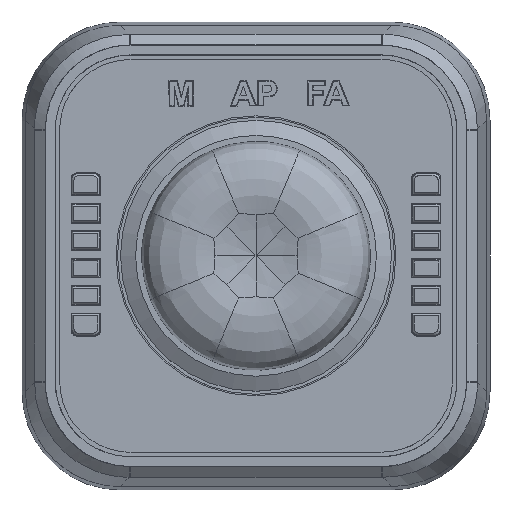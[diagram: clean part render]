
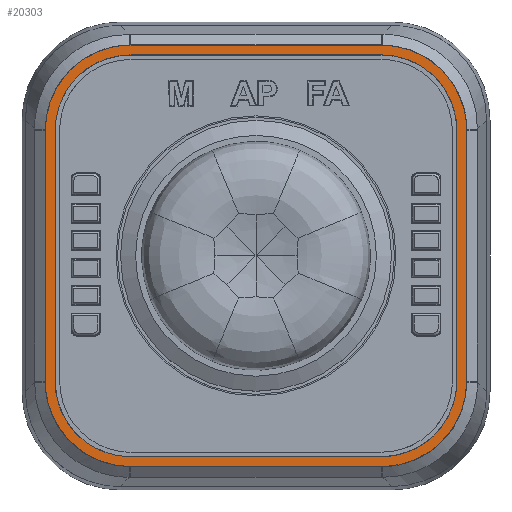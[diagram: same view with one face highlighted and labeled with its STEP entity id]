
A CAD part, top view. The second image highlights one B-rep face of the part: STEP entity #20303.
In plain terms, the highlighted planar face has unit normal (0, 0, 1).
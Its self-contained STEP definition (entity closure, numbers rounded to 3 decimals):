
#123=ELLIPSE('',#21445,14.906,14.463);
#124=ELLIPSE('',#21446,14.906,14.463);
#125=ELLIPSE('',#21447,14.906,14.463);
#126=ELLIPSE('',#21448,14.906,14.463);
#1356=B_SPLINE_CURVE_WITH_KNOTS('',3,(#67536,#67537,#67538,#67539,#67540,
#67541),.UNSPECIFIED.,.F.,.F.,(4,1,1,4),(-0.77,-0.11,
0.33,0.77),.UNSPECIFIED.);
#1358=B_SPLINE_CURVE_WITH_KNOTS('',3,(#67581,#67582,#67583,#67584,#67585,
#67586),.UNSPECIFIED.,.F.,.F.,(4,1,1,4),(-0.77,-0.33,
0.11,0.77),.UNSPECIFIED.);
#1360=B_SPLINE_CURVE_WITH_KNOTS('',3,(#67626,#67627,#67628,#67629,#67630,
#67631),.UNSPECIFIED.,.F.,.F.,(4,1,1,4),(-0.77,-0.11,
0.33,0.77),.UNSPECIFIED.);
#1362=B_SPLINE_CURVE_WITH_KNOTS('',3,(#67671,#67672,#67673,#67674,#67675,
#67676),.UNSPECIFIED.,.F.,.F.,(4,1,1,4),(-0.77,-0.33,
0.11,0.77),.UNSPECIFIED.);
#1604=FACE_BOUND('',#4553,.T.);
#2145=PLANE('',#21444);
#3277=FACE_OUTER_BOUND('',#4552,.T.);
#4552=EDGE_LOOP('',(#18360,#18361,#18362,#18363,#18364,#18365,#18366,#18367));
#4553=EDGE_LOOP('',(#18368,#18369,#18370,#18371,#18372,#18373,#18374,#18375));
#6163=LINE('',#67547,#7872);
#6167=LINE('',#67592,#7876);
#6171=LINE('',#67637,#7880);
#6175=LINE('',#67680,#7884);
#6176=LINE('',#67687,#7885);
#6177=LINE('',#67691,#7886);
#6178=LINE('',#67695,#7887);
#6179=LINE('',#67698,#7888);
#7872=VECTOR('',#24984,10.);
#7876=VECTOR('',#24990,10.);
#7880=VECTOR('',#24996,10.);
#7884=VECTOR('',#25002,10.);
#7885=VECTOR('',#25009,10.);
#7886=VECTOR('',#25012,10.);
#7887=VECTOR('',#25015,10.);
#7888=VECTOR('',#25018,10.);
#10083=VERTEX_POINT('',#67533);
#10084=VERTEX_POINT('',#67535);
#10086=VERTEX_POINT('',#67546);
#10088=VERTEX_POINT('',#67580);
#10090=VERTEX_POINT('',#67591);
#10092=VERTEX_POINT('',#67625);
#10094=VERTEX_POINT('',#67636);
#10096=VERTEX_POINT('',#67670);
#10097=VERTEX_POINT('',#67683);
#10098=VERTEX_POINT('',#67684);
#10099=VERTEX_POINT('',#67686);
#10100=VERTEX_POINT('',#67688);
#10101=VERTEX_POINT('',#67690);
#10102=VERTEX_POINT('',#67692);
#10103=VERTEX_POINT('',#67694);
#10104=VERTEX_POINT('',#67696);
#12889=EDGE_CURVE('',#10084,#10083,#1356,.T.);
#12892=EDGE_CURVE('',#10086,#10084,#6163,.T.);
#12895=EDGE_CURVE('',#10088,#10086,#1358,.T.);
#12898=EDGE_CURVE('',#10090,#10088,#6167,.T.);
#12901=EDGE_CURVE('',#10092,#10090,#1360,.T.);
#12904=EDGE_CURVE('',#10094,#10092,#6171,.T.);
#12907=EDGE_CURVE('',#10096,#10094,#1362,.T.);
#12910=EDGE_CURVE('',#10083,#10096,#6175,.T.);
#12911=EDGE_CURVE('',#10097,#10098,#123,.T.);
#12912=EDGE_CURVE('',#10099,#10097,#6176,.T.);
#12913=EDGE_CURVE('',#10100,#10099,#124,.T.);
#12914=EDGE_CURVE('',#10101,#10100,#6177,.T.);
#12915=EDGE_CURVE('',#10102,#10101,#125,.T.);
#12916=EDGE_CURVE('',#10103,#10102,#6178,.T.);
#12917=EDGE_CURVE('',#10104,#10103,#126,.T.);
#12918=EDGE_CURVE('',#10098,#10104,#6179,.T.);
#18360=ORIENTED_EDGE('',*,*,#12911,.F.);
#18361=ORIENTED_EDGE('',*,*,#12912,.F.);
#18362=ORIENTED_EDGE('',*,*,#12913,.F.);
#18363=ORIENTED_EDGE('',*,*,#12914,.F.);
#18364=ORIENTED_EDGE('',*,*,#12915,.F.);
#18365=ORIENTED_EDGE('',*,*,#12916,.F.);
#18366=ORIENTED_EDGE('',*,*,#12917,.F.);
#18367=ORIENTED_EDGE('',*,*,#12918,.F.);
#18368=ORIENTED_EDGE('',*,*,#12889,.T.);
#18369=ORIENTED_EDGE('',*,*,#12910,.T.);
#18370=ORIENTED_EDGE('',*,*,#12907,.T.);
#18371=ORIENTED_EDGE('',*,*,#12904,.T.);
#18372=ORIENTED_EDGE('',*,*,#12901,.T.);
#18373=ORIENTED_EDGE('',*,*,#12898,.T.);
#18374=ORIENTED_EDGE('',*,*,#12895,.T.);
#18375=ORIENTED_EDGE('',*,*,#12892,.T.);
#20303=ADVANCED_FACE('',(#3277,#1604),#2145,.T.);
#21444=AXIS2_PLACEMENT_3D('',#67682,#25005,#25006);
#21445=AXIS2_PLACEMENT_3D('',#67685,#25007,#25008);
#21446=AXIS2_PLACEMENT_3D('',#67689,#25010,#25011);
#21447=AXIS2_PLACEMENT_3D('',#67693,#25013,#25014);
#21448=AXIS2_PLACEMENT_3D('',#67697,#25016,#25017);
#24984=DIRECTION('',(0.,-1.,0.));
#24990=DIRECTION('',(1.,0.,0.));
#24996=DIRECTION('',(0.,1.,0.));
#25002=DIRECTION('',(-1.,0.,0.));
#25005=DIRECTION('center_axis',(0.,0.,
1.));
#25006=DIRECTION('ref_axis',(-1.,0.,0.));
#25007=DIRECTION('center_axis',(0.,0.,
-1.));
#25008=DIRECTION('ref_axis',(-0.707,-0.707,0.));
#25009=DIRECTION('',(-1.,0.,0.));
#25010=DIRECTION('center_axis',(0.,0.,
-1.));
#25011=DIRECTION('ref_axis',(0.707,-0.707,0.));
#25012=DIRECTION('',(0.,-1.,0.));
#25013=DIRECTION('center_axis',(0.,0.,
-1.));
#25014=DIRECTION('ref_axis',(0.707,0.707,0.));
#25015=DIRECTION('',(1.,0.,0.));
#25016=DIRECTION('center_axis',(0.,0.,
-1.));
#25017=DIRECTION('ref_axis',(-0.707,0.707,0.));
#25018=DIRECTION('',(0.,1.,0.));
#67533=CARTESIAN_POINT('',(20.757,-33.376,38.014));
#67535=CARTESIAN_POINT('',(33.376,-20.757,38.014));
#67536=CARTESIAN_POINT('Ctrl Pts',(33.376,-20.757,38.014));
#67537=CARTESIAN_POINT('Ctrl Pts',(33.376,-23.63,38.014));
#67538=CARTESIAN_POINT('Ctrl Pts',(31.737,-28.332,38.014));
#67539=CARTESIAN_POINT('Ctrl Pts',(26.459,-32.516,38.014));
#67540=CARTESIAN_POINT('Ctrl Pts',(22.672,-33.376,38.014));
#67541=CARTESIAN_POINT('Ctrl Pts',(20.757,-33.376,38.014));
#67546=CARTESIAN_POINT('',(33.376,20.757,38.014));
#67547=CARTESIAN_POINT('',(33.376,-10.378,38.014));
#67580=CARTESIAN_POINT('',(20.757,33.376,38.014));
#67581=CARTESIAN_POINT('Ctrl Pts',(20.757,33.376,38.014));
#67582=CARTESIAN_POINT('Ctrl Pts',(22.672,33.376,38.014));
#67583=CARTESIAN_POINT('Ctrl Pts',(26.459,32.516,38.014));
#67584=CARTESIAN_POINT('Ctrl Pts',(31.737,28.332,38.014));
#67585=CARTESIAN_POINT('Ctrl Pts',(33.376,23.63,38.014));
#67586=CARTESIAN_POINT('Ctrl Pts',(33.376,20.757,38.014));
#67591=CARTESIAN_POINT('',(-20.757,33.376,38.014));
#67592=CARTESIAN_POINT('',(10.378,33.376,38.014));
#67625=CARTESIAN_POINT('',(-33.376,20.757,38.014));
#67626=CARTESIAN_POINT('Ctrl Pts',(-33.376,20.757,38.014));
#67627=CARTESIAN_POINT('Ctrl Pts',(-33.376,23.63,38.014));
#67628=CARTESIAN_POINT('Ctrl Pts',(-31.737,28.332,38.014));
#67629=CARTESIAN_POINT('Ctrl Pts',(-26.459,32.516,38.014));
#67630=CARTESIAN_POINT('Ctrl Pts',(-22.672,33.376,38.014));
#67631=CARTESIAN_POINT('Ctrl Pts',(-20.757,33.376,38.014));
#67636=CARTESIAN_POINT('',(-33.376,-20.757,38.014));
#67637=CARTESIAN_POINT('',(-33.376,10.379,38.014));
#67670=CARTESIAN_POINT('',(-20.757,-33.376,38.014));
#67671=CARTESIAN_POINT('Ctrl Pts',(-20.757,-33.376,38.014));
#67672=CARTESIAN_POINT('Ctrl Pts',(-22.672,-33.376,38.014));
#67673=CARTESIAN_POINT('Ctrl Pts',(-26.459,-32.516,
38.014));
#67674=CARTESIAN_POINT('Ctrl Pts',(-31.737,-28.332,
38.014));
#67675=CARTESIAN_POINT('Ctrl Pts',(-33.376,-23.63,
38.014));
#67676=CARTESIAN_POINT('Ctrl Pts',(-33.376,-20.757,
38.014));
#67680=CARTESIAN_POINT('',(-10.378,-33.376,38.014));
#67682=CARTESIAN_POINT('Origin',(0.,0.,
38.014));
#67683=CARTESIAN_POINT('',(-20.757,-35.,38.014));
#67684=CARTESIAN_POINT('',(-35.,-20.757,38.014));
#67685=CARTESIAN_POINT('Origin',(-20.314,-20.314,38.014));
#67686=CARTESIAN_POINT('',(20.757,-35.,38.014));
#67687=CARTESIAN_POINT('',(-17.5,-35.,38.014));
#67688=CARTESIAN_POINT('',(35.,-20.757,38.014));
#67689=CARTESIAN_POINT('Origin',(20.314,-20.314,38.014));
#67690=CARTESIAN_POINT('',(35.,20.757,38.014));
#67691=CARTESIAN_POINT('',(35.,-17.5,38.014));
#67692=CARTESIAN_POINT('',(20.757,35.,38.014));
#67693=CARTESIAN_POINT('Origin',(20.314,20.314,38.014));
#67694=CARTESIAN_POINT('',(-20.757,35.,38.014));
#67695=CARTESIAN_POINT('',(17.5,35.,38.014));
#67696=CARTESIAN_POINT('',(-35.,20.757,38.014));
#67697=CARTESIAN_POINT('Origin',(-20.314,20.314,38.014));
#67698=CARTESIAN_POINT('',(-35.,17.5,38.014));
